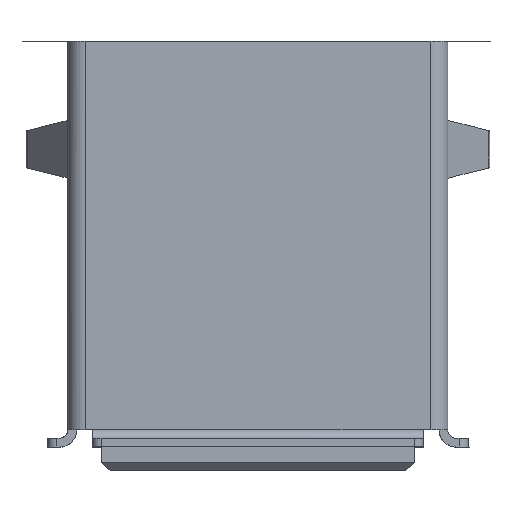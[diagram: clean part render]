
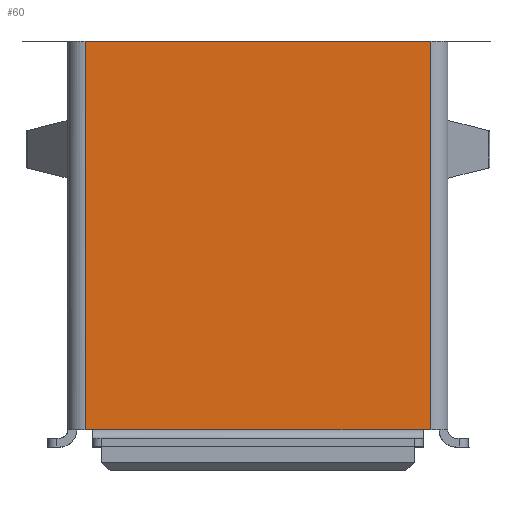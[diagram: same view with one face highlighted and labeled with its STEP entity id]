
A CAD part, top view. The second image highlights one B-rep face of the part: STEP entity #60.
In plain terms, the highlighted planar face has unit normal (0, 0, 1).
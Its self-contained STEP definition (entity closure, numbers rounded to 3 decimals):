
#60=ADVANCED_FACE('',(#257),#3231,.T.);
#257=FACE_OUTER_BOUND('',#454,.T.);
#454=EDGE_LOOP('',(#824,#825,#826,#827,#828,#829));
#824=ORIENTED_EDGE('',*,*,#1756,.T.);
#825=ORIENTED_EDGE('',*,*,#1791,.F.);
#826=ORIENTED_EDGE('',*,*,#1732,.T.);
#827=ORIENTED_EDGE('',*,*,#1725,.T.);
#828=ORIENTED_EDGE('',*,*,#1721,.T.);
#829=ORIENTED_EDGE('',*,*,#1789,.T.);
#1721=EDGE_CURVE('',#2854,#2855,#2419,.T.);
#1725=EDGE_CURVE('',#2858,#2854,#2249,.T.);
#1732=EDGE_CURVE('',#2864,#2858,#2426,.T.);
#1756=EDGE_CURVE('',#2880,#2881,#2439,.T.);
#1789=EDGE_CURVE('',#2855,#2880,#2279,.T.);
#1791=EDGE_CURVE('',#2864,#2881,#2281,.T.);
#2249=(
BOUNDED_CURVE()
B_SPLINE_CURVE(1,(#4711,#4712),.UNSPECIFIED.,.F.,.F.)
B_SPLINE_CURVE_WITH_KNOTS((2,2),(0.,1.126),.UNSPECIFIED.)
CURVE()
GEOMETRIC_REPRESENTATION_ITEM()
RATIONAL_B_SPLINE_CURVE((1.,1.))
REPRESENTATION_ITEM('')
);
#2279=(
BOUNDED_CURVE()
B_SPLINE_CURVE(1,(#4883,#4884),.UNSPECIFIED.,.F.,.F.)
B_SPLINE_CURVE_WITH_KNOTS((2,2),(-11.167,0.),.UNSPECIFIED.)
CURVE()
GEOMETRIC_REPRESENTATION_ITEM()
RATIONAL_B_SPLINE_CURVE((1.,1.))
REPRESENTATION_ITEM('')
);
#2281=(
BOUNDED_CURVE()
B_SPLINE_CURVE(1,(#4888,#4889),.UNSPECIFIED.,.F.,.F.)
B_SPLINE_CURVE_WITH_KNOTS((2,2),(0.,19.),.UNSPECIFIED.)
CURVE()
GEOMETRIC_REPRESENTATION_ITEM()
RATIONAL_B_SPLINE_CURVE((1.,1.))
REPRESENTATION_ITEM('')
);
#2419=B_SPLINE_CURVE_WITH_KNOTS('',1,(#4699,#4700),.UNSPECIFIED.,.F.,.F.,
(2,2),(-1.,0.),.UNSPECIFIED.);
#2426=B_SPLINE_CURVE_WITH_KNOTS('',1,(#4727,#4728),.UNSPECIFIED.,.F.,.F.,
(2,2),(0.979,1.),.UNSPECIFIED.);
#2439=B_SPLINE_CURVE_WITH_KNOTS('',1,(#4789,#4790),.UNSPECIFIED.,.F.,.F.,
(2,2),(0.,0.021),.UNSPECIFIED.);
#2854=VERTEX_POINT('',#4226);
#2855=VERTEX_POINT('',#4227);
#2858=VERTEX_POINT('',#4230);
#2864=VERTEX_POINT('',#4236);
#2880=VERTEX_POINT('',#4252);
#2881=VERTEX_POINT('',#4253);
#3231=PLANE('',#3471);
#3471=AXIS2_PLACEMENT_3D('',#3859,#3626,$);
#3626=DIRECTION('',(0.,0.,1.));
#3859=CARTESIAN_POINT('',(-159.913,-2.512,-9.801));
#4226=CARTESIAN_POINT('',(-148.013,10.888,-9.797));
#4227=CARTESIAN_POINT('',(-159.913,10.888,-9.801));
#4230=CARTESIAN_POINT('',(-148.013,-2.512,-9.797));
#4236=CARTESIAN_POINT('',(-148.263,-2.512,-9.797));
#4252=CARTESIAN_POINT('',(-159.913,-2.512,-9.801));
#4253=CARTESIAN_POINT('',(-159.663,-2.512,-9.801));
#4699=CARTESIAN_POINT('',(-148.013,10.888,-9.797));
#4700=CARTESIAN_POINT('',(-159.913,10.888,-9.801));
#4711=CARTESIAN_POINT('',(-148.013,-2.512,-9.797));
#4712=CARTESIAN_POINT('',(-148.013,10.888,-9.797));
#4727=CARTESIAN_POINT('',(-148.263,-2.512,-9.797));
#4728=CARTESIAN_POINT('',(-148.013,-2.512,-9.797));
#4789=CARTESIAN_POINT('',(-159.913,-2.512,-9.801));
#4790=CARTESIAN_POINT('',(-159.663,-2.512,-9.801));
#4883=CARTESIAN_POINT('',(-159.913,10.888,-9.801));
#4884=CARTESIAN_POINT('',(-159.913,-2.512,-9.801));
#4888=CARTESIAN_POINT('',(-148.263,-2.512,-9.797));
#4889=CARTESIAN_POINT('',(-159.663,-2.512,-9.801));
